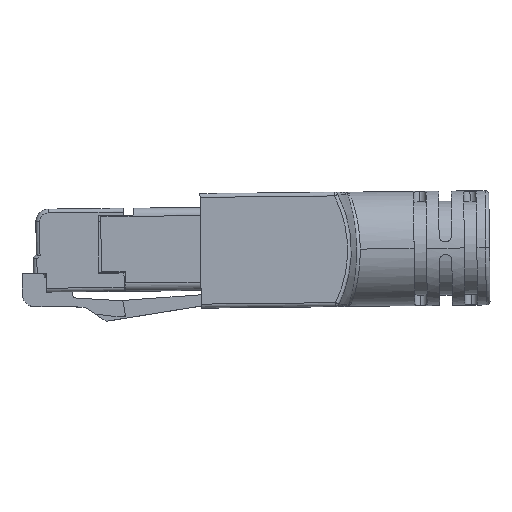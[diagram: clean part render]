
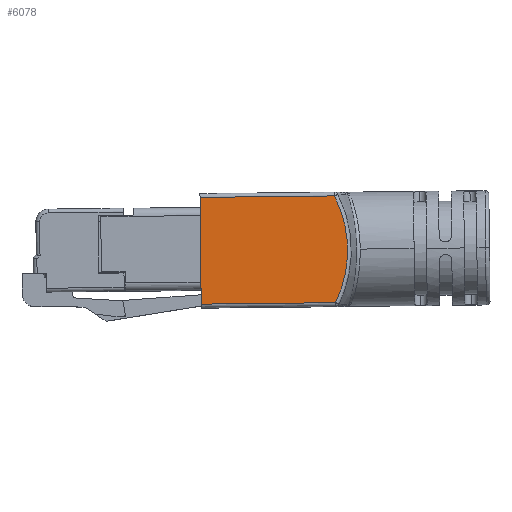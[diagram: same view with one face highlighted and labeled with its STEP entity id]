
A CAD part, top view. The second image highlights one B-rep face of the part: STEP entity #6078.
In plain terms, the highlighted planar face has unit normal (0, 0, 1).
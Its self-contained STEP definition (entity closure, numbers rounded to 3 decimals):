
#33 = VECTOR ( 'NONE', #10541, 1000. ) ;
#214 = B_SPLINE_CURVE_WITH_KNOTS ( 'NONE', 3,
 ( #3363, #8976, #11714, #10859, #7239, #4315, #10819, #569, #3538, #699, #1669, #524, #7079, #3413 ),
 .UNSPECIFIED., .F., .F.,
 ( 4, 2, 2, 2, 2, 2, 4 ),
 ( 0., 0.002, 0.003, 0.004, 0.005, 0.007, 0.009 ),
 .UNSPECIFIED. ) ;
#524 = CARTESIAN_POINT ( 'NONE',  ( 210.444, -517.154, 7.1 ) ) ;
#569 = CARTESIAN_POINT ( 'NONE',  ( 210.897, -519.684, 7.1 ) ) ;
#660 = FACE_OUTER_BOUND ( 'NONE', #2102, .T. ) ;
#699 = CARTESIAN_POINT ( 'NONE',  ( 210.779, -518.594, 7.1 ) ) ;
#1403 = ORIENTED_EDGE ( 'NONE', *, *, #7096, .T. ) ;
#1432 = DIRECTION ( 'NONE',  ( 0., 0., -1. ) ) ;
#1557 = LINE ( 'NONE', #6422, #2581 ) ;
#1669 = CARTESIAN_POINT ( 'NONE',  ( 210.711, -518.23, 7.1 ) ) ;
#1756 = CARTESIAN_POINT ( 'NONE',  ( 209.938, -524.307, 7.1 ) ) ;
#2102 = EDGE_LOOP ( 'NONE', ( #2199, #1403, #3601, #7347 ) ) ;
#2199 = ORIENTED_EDGE ( 'NONE', *, *, #8109, .T. ) ;
#2581 = VECTOR ( 'NONE', #7354, 1000. ) ;
#2714 = CARTESIAN_POINT ( 'NONE',  ( 199.147, -515.923, 7.1 ) ) ;
#3363 = CARTESIAN_POINT ( 'NONE',  ( 209.938, -524.307, 7.1 ) ) ;
#3413 = CARTESIAN_POINT ( 'NONE',  ( 209.846, -515.808, 7.1 ) ) ;
#3538 = CARTESIAN_POINT ( 'NONE',  ( 210.872, -519.32, 7.1 ) ) ;
#3601 = ORIENTED_EDGE ( 'NONE', *, *, #8455, .F. ) ;
#4223 = VERTEX_POINT ( 'NONE', #10630 ) ;
#4315 = CARTESIAN_POINT ( 'NONE',  ( 210.887, -520.782, 7.1 ) ) ;
#4941 = AXIS2_PLACEMENT_3D ( 'NONE', #7011, #1432, #8866 ) ;
#5038 = CARTESIAN_POINT ( 'NONE',  ( 199.242, -524.723, 7.1 ) ) ;
#6078 = ADVANCED_FACE ( 'NONE', ( #660 ), #6085, .F. ) ;
#6085 = PLANE ( 'NONE',  #4941 ) ;
#6422 = CARTESIAN_POINT ( 'NONE',  ( 199.147, -515.923, 7.1 ) ) ;
#6814 = LINE ( 'NONE', #10932, #11454 ) ;
#7011 = CARTESIAN_POINT ( 'NONE',  ( 212.141, -524.583, 7.1 ) ) ;
#7063 = EDGE_CURVE ( 'NONE', #4223, #7206, #6814, .T. ) ;
#7079 = CARTESIAN_POINT ( 'NONE',  ( 210.185, -516.466, 7.1 ) ) ;
#7096 = EDGE_CURVE ( 'NONE', #8705, #8821, #1557, .T. ) ;
#7206 = VERTEX_POINT ( 'NONE', #1756 ) ;
#7239 = CARTESIAN_POINT ( 'NONE',  ( 210.809, -521.517, 7.1 ) ) ;
#7347 = ORIENTED_EDGE ( 'NONE', *, *, #7063, .T. ) ;
#7354 = DIRECTION ( 'NONE',  ( -1., -0.011, 0. ) ) ;
#8109 = EDGE_CURVE ( 'NONE', #7206, #8705, #214, .T. ) ;
#8455 = EDGE_CURVE ( 'NONE', #4223, #8821, #9520, .T. ) ;
#8705 = VERTEX_POINT ( 'NONE', #11897 ) ;
#8821 = VERTEX_POINT ( 'NONE', #2714 ) ;
#8866 = DIRECTION ( 'NONE',  ( 1., 0.011, 0. ) ) ;
#8976 = CARTESIAN_POINT ( 'NONE',  ( 210.263, -523.642, 7.1 ) ) ;
#9520 = LINE ( 'NONE', #5038, #33 ) ;
#10541 = DIRECTION ( 'NONE',  ( -0.011, 1., 0. ) ) ;
#10630 = CARTESIAN_POINT ( 'NONE',  ( 199.239, -524.423, 7.1 ) ) ;
#10819 = CARTESIAN_POINT ( 'NONE',  ( 210.904, -520.415, 7.1 ) ) ;
#10859 = CARTESIAN_POINT ( 'NONE',  ( 210.748, -521.881, 7.1 ) ) ;
#10932 = CARTESIAN_POINT ( 'NONE',  ( 212.138, -524.283, 7.1 ) ) ;
#11454 = VECTOR ( 'NONE', #11866, 1000. ) ;
#11714 = CARTESIAN_POINT ( 'NONE',  ( 210.505, -522.952, 7.1 ) ) ;
#11866 = DIRECTION ( 'NONE',  ( 1., 0.011, 0. ) ) ;
#11897 = CARTESIAN_POINT ( 'NONE',  ( 209.846, -515.808, 7.1 ) ) ;
